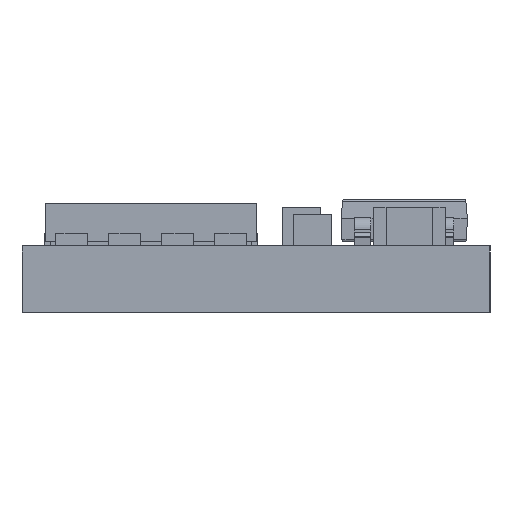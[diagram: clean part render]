
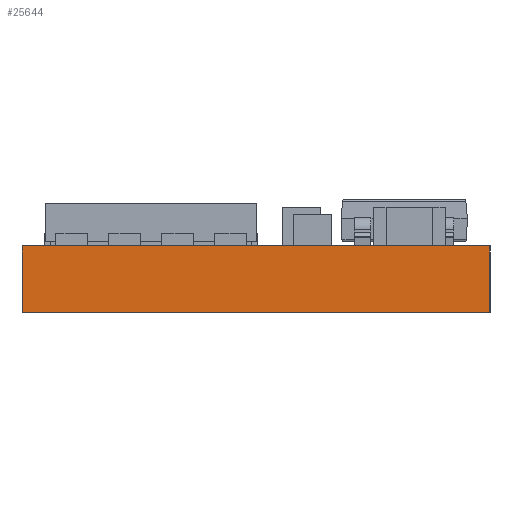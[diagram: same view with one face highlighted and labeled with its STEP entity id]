
A CAD part, left-side view. The second image highlights one B-rep face of the part: STEP entity #25644.
In plain terms, the highlighted planar face has unit normal (-1, 0, 0).
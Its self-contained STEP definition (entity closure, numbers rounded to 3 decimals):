
#1022 = EDGE_CURVE ( 'NONE', #3288, #8887, #29121, .T. ) ;
#3288 = VERTEX_POINT ( 'NONE', #12935 ) ;
#3461 = VECTOR ( 'NONE', #21436, 1000. ) ;
#4791 = DIRECTION ( 'NONE',  ( 0., 0., -1. ) ) ;
#5163 = CARTESIAN_POINT ( 'NONE',  ( 0., 0., 0. ) ) ;
#6111 = DIRECTION ( 'NONE',  ( 0., 0., -1. ) ) ;
#6746 = CARTESIAN_POINT ( 'NONE',  ( 0., 11.049, 0. ) ) ;
#7419 = AXIS2_PLACEMENT_3D ( 'NONE', #19760, #22612, #28189 ) ;
#8768 = EDGE_CURVE ( 'NONE', #8887, #25506, #30043, .T. ) ;
#8887 = VERTEX_POINT ( 'NONE', #6746 ) ;
#9896 = ORIENTED_EDGE ( 'NONE', *, *, #28852, .F. ) ;
#9975 = EDGE_LOOP ( 'NONE', ( #33296, #15061, #9896, #26878 ) ) ;
#11143 = VECTOR ( 'NONE', #6111, 1000. ) ;
#11904 = VECTOR ( 'NONE', #4791, 1000. ) ;
#12742 = LINE ( 'NONE', #23562, #15476 ) ;
#12935 = CARTESIAN_POINT ( 'NONE',  ( 0., 11.049, 1.575 ) ) ;
#15061 = ORIENTED_EDGE ( 'NONE', *, *, #30882, .F. ) ;
#15476 = VECTOR ( 'NONE', #18052, 1000. ) ;
#16700 = CARTESIAN_POINT ( 'NONE',  ( 0., 0., 1.575 ) ) ;
#18052 = DIRECTION ( 'NONE',  ( 0., -1., 0. ) ) ;
#19760 = CARTESIAN_POINT ( 'NONE',  ( 0., 0., 1.575 ) ) ;
#21053 = CARTESIAN_POINT ( 'NONE',  ( 0., 11.049, 1.575 ) ) ;
#21436 = DIRECTION ( 'NONE',  ( 0., -1., 0. ) ) ;
#22612 = DIRECTION ( 'NONE',  ( 1., 0., 0. ) ) ;
#22739 = LINE ( 'NONE', #16700, #11143 ) ;
#23142 = CARTESIAN_POINT ( 'NONE',  ( 0., 0., 1.575 ) ) ;
#23562 = CARTESIAN_POINT ( 'NONE',  ( 0., 0., 1.575 ) ) ;
#25506 = VERTEX_POINT ( 'NONE', #30888 ) ;
#25644 = ADVANCED_FACE ( 'NONE', ( #32110 ), #26735, .F. ) ;
#25725 = VERTEX_POINT ( 'NONE', #23142 ) ;
#26735 = PLANE ( 'NONE',  #7419 ) ;
#26878 = ORIENTED_EDGE ( 'NONE', *, *, #1022, .T. ) ;
#28189 = DIRECTION ( 'NONE',  ( 0., 0., -1. ) ) ;
#28852 = EDGE_CURVE ( 'NONE', #3288, #25725, #12742, .T. ) ;
#29121 = LINE ( 'NONE', #21053, #11904 ) ;
#30043 = LINE ( 'NONE', #5163, #3461 ) ;
#30882 = EDGE_CURVE ( 'NONE', #25725, #25506, #22739, .T. ) ;
#30888 = CARTESIAN_POINT ( 'NONE',  ( 0., 0., 0. ) ) ;
#32110 = FACE_OUTER_BOUND ( 'NONE', #9975, .T. ) ;
#33296 = ORIENTED_EDGE ( 'NONE', *, *, #8768, .T. ) ;
